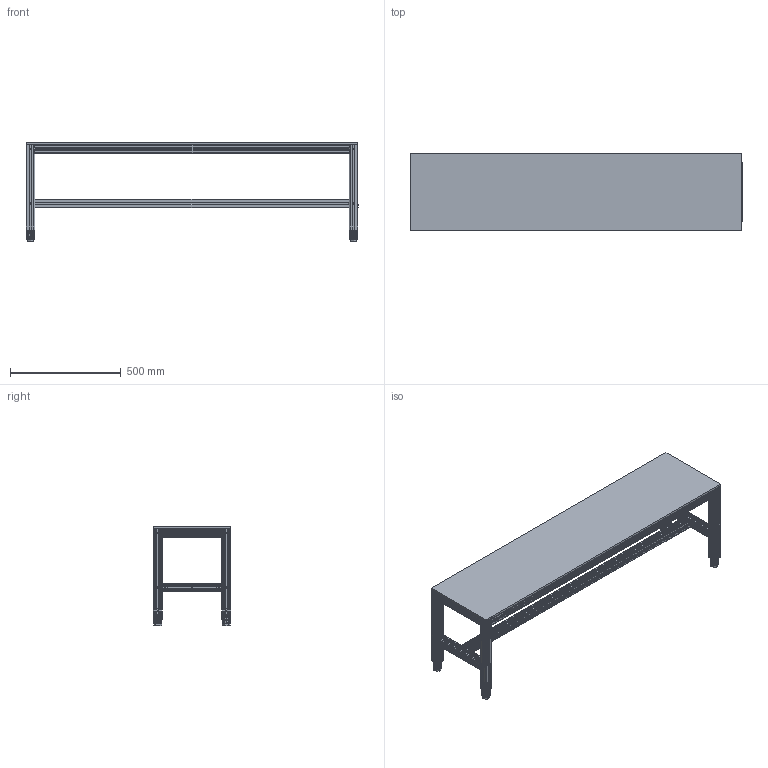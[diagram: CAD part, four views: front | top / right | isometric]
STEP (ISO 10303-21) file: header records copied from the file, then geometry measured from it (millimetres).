
FILE_DESCRIPTION(('STEP AP214'),'1');
FILE_NAME('ERGO08E6521.stp','2025-05-22T08:27:07',(' '),(' '),'Spatial InterOp 3D',' ',' ');
FILE_SCHEMA(('AUTOMOTIVE_DESIGN { 1 0 10303 214 1 1 1 1 }'));
Length unit declared in the file: millimetre
Products named in the file (29): Fixation standard 8 40 Zn ESD; Vis BHC - M8x20; agrafe 8-40; Banc; Pied réglable 8 PA 40; 1; 2; 3; PanneauCompletEnApplique; Stratifié compact 10mm, blanc; Profilé 8 40x40 léger; ERGO08E6521
Assembly tree (50 placements, depth 5):
  ERGO08E6521
    Banc
      Fixation standard 8 40 Zn ESD  x14
        Vis BHC - M8x20
        agrafe 8-40
      Pied réglable 8 PA 40
        1
        Pied réglable 8 PA 40
          2
          3
      Pied réglable 8 PA 40
        1
        Pied réglable 8 PA 40
          2
          3
      Pied réglable 8 PA 40
        1
        Pied réglable 8 PA 40
          2
          3
      Pied réglable 8 PA 40
        1
        Pied réglable 8 PA 40
          2
          3
      PanneauCompletEnApplique
        Stratifié compact 10mm, blanc
      Profilé 8 40x40 léger
      Profilé 8 40x40 léger
      Profilé 8 40x40 léger
      Profilé 8 40x40 léger
      Profilé 8 40x40 léger
      Profilé 8 40x40 léger
      Profilé 8 40x40 léger
      Profilé 8 40x40 léger
      Profilé 8 40x40 léger
      Profilé 8 40x40 léger
      Profilé 8 40x40 léger
Bounding box: 1500 x 350 x 450.38 mm (x, y, z)
Volume: 9972562.8 mm3; surface area: 4404742.4 mm2
Topology: 52 solids, 52 shells, 4351 faces, 12033 edges, 7944 vertices
Faces by surface type: plane 2614, cylinder 1625, cone 86, sphere 14, torus 12
Full cylindrical faces by diameter (mm): 6.5 x16, 6.78 x21, 6.8 x36, 7 x22, 8 x32, 8.4 x8, 9 x14, 10 x4, 14 x4, 21 x4, 23 x4, 26 x4, 28 x4, 29.5 x4
Entity records: 92906 total; most frequent: CARTESIAN_POINT 14316, DIRECTION 12080, ORIENTED_EDGE 11808, EDGE_CURVE 5904, AXIS2_PLACEMENT_3D 4145, VERTEX_POINT 3981, LINE 3790, VECTOR 3790
